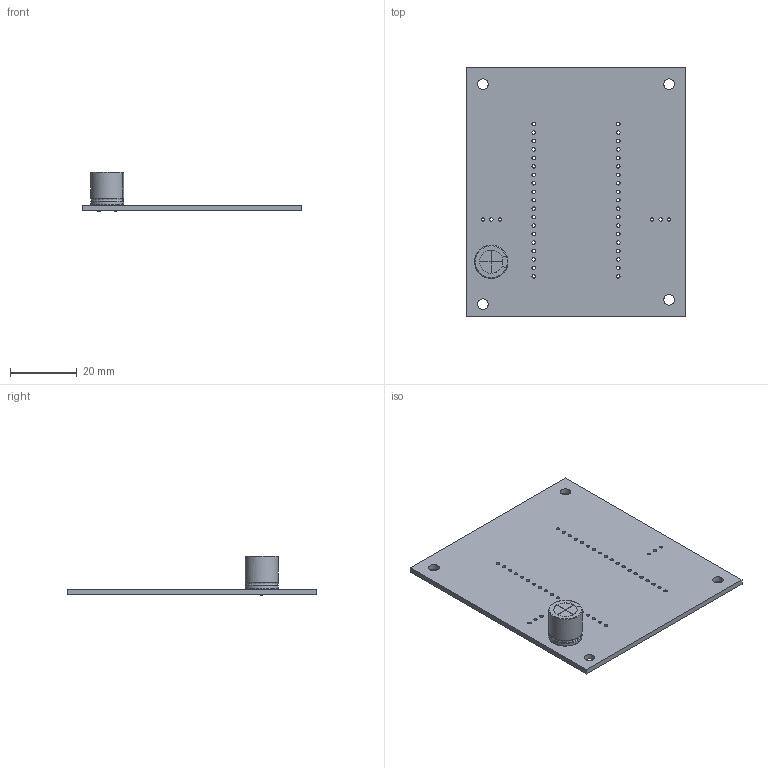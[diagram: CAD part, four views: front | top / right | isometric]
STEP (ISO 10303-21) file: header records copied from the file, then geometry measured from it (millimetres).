
FILE_DESCRIPTION(('KiCad electronic assembly'),'2;1');
FILE_NAME('esp32_nodemcu.step','2021-06-03T18:29:41',('An Author'),( 'A Company'),'Open CASCADE STEP processor 6.9', 'KiCad to STEP converter','Unknown');
FILE_SCHEMA(('AUTOMOTIVE_DESIGN { 1 0 10303 214 1 1 1 1 }'));
Length unit declared in the file: millimetre
Products named in the file (4): Open CASCADE STEP translator 6.9 1; CP_Radial_D10.0mm_P5.00mm; SOLID; COMPOUND
Assembly tree (3 placements, depth 3):
  Open CASCADE STEP translator 6.9 1
    CP_Radial_D10.0mm_P5.00mm
      SOLID
    COMPOUND
Bounding box: 66.04 x 74.93 x 12 mm (x, y, z)
Volume: 8571.4 mm3; surface area: 11076 mm2
Topology: 2 solids, 3 shells, 104 faces, 278 edges, 183 vertices
Faces by surface type: cylinder 64, plane 29, bspline 5, revolution 4, torus 2
Full cylindrical faces by diameter (mm): 0.7 x2, 1 x8, 1.04 x38, 3.2 x4
Entity records: 9183 total; most frequent: CARTESIAN_POINT 3218, DIRECTION 1016, ORIENTED_EDGE 556, PCURVE 556, DEFINITIONAL_REPRESENTATION 556, LINE 498, VECTOR 498, EDGE_CURVE 278
